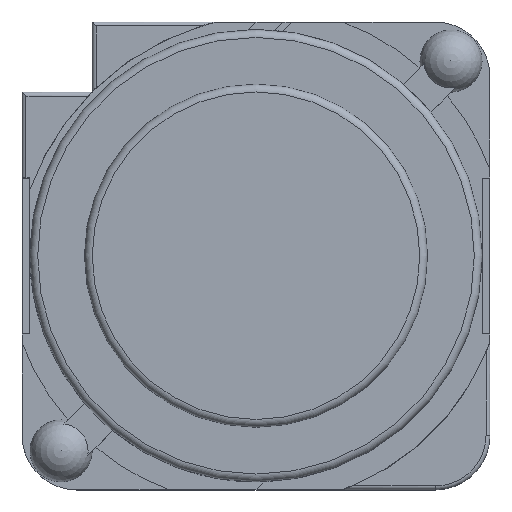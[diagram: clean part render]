
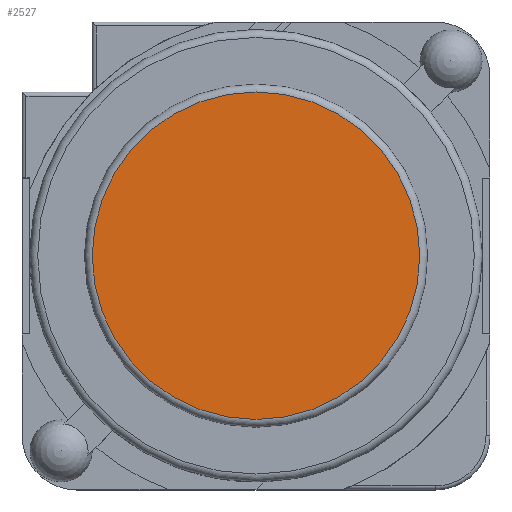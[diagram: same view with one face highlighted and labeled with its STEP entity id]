
A CAD part, top view. The second image highlights one B-rep face of the part: STEP entity #2527.
In plain terms, the highlighted planar face has unit normal (0, 0, 1).
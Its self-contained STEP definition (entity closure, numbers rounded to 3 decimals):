
#2494 = VERTEX_POINT('',#2495);
#2495 = CARTESIAN_POINT('',(2.1,0.,2.5));
#2504 = EDGE_CURVE('',#2494,#2494,#2505,.T.);
#2505 = CIRCLE('',#2506,2.1);
#2506 = AXIS2_PLACEMENT_3D('',#2507,#2508,#2509);
#2507 = CARTESIAN_POINT('',(0.,0.,2.5));
#2508 = DIRECTION('',(0.,0.,1.));
#2509 = DIRECTION('',(1.,0.,0.));
#2527 = ADVANCED_FACE('',(#2528),#2531,.T.);
#2528 = FACE_BOUND('',#2529,.T.);
#2529 = EDGE_LOOP('',(#2530));
#2530 = ORIENTED_EDGE('',*,*,#2504,.T.);
#2531 = PLANE('',#2532);
#2532 = AXIS2_PLACEMENT_3D('',#2533,#2534,#2535);
#2533 = CARTESIAN_POINT('',(0.,0.,2.5));
#2534 = DIRECTION('',(0.,0.,1.));
#2535 = DIRECTION('',(1.,0.,0.));
